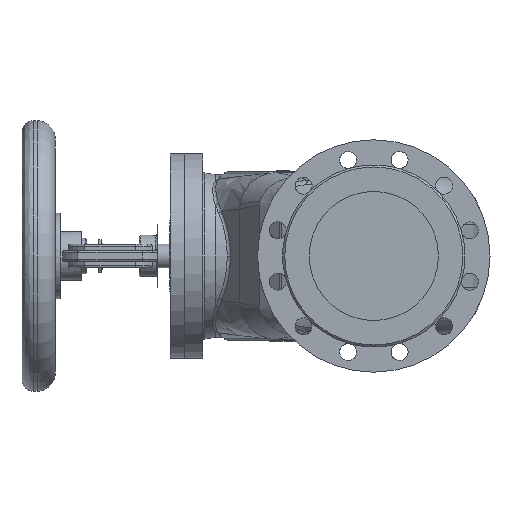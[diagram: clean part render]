
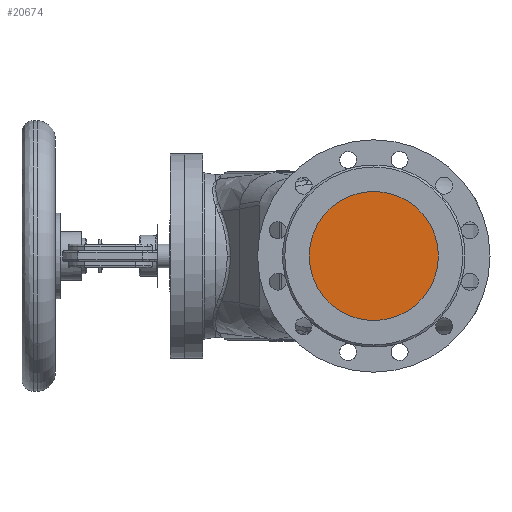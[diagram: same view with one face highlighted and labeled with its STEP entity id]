
A CAD part, left-side view. The second image highlights one B-rep face of the part: STEP entity #20674.
In plain terms, the highlighted planar face has unit normal (-1, 0, 0).
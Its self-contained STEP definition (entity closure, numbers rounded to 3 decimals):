
#746=PLANE('',#21872);
#1528=FACE_OUTER_BOUND('',#2662,.T.);
#2662=EDGE_LOOP('',(#14351));
#8479=CIRCLE('',#21873,125.);
#8986=VERTEX_POINT('',#29153);
#11086=EDGE_CURVE('',#8986,#8986,#8479,.T.);
#14351=ORIENTED_EDGE('',*,*,#11086,.T.);
#20674=ADVANCED_FACE('',(#1528),#746,.F.);
#21872=AXIS2_PLACEMENT_3D('',#29152,#23551,#23552);
#21873=AXIS2_PLACEMENT_3D('',#29154,#23553,#23554);
#23551=DIRECTION('center_axis',(1.,0.,0.));
#23552=DIRECTION('ref_axis',(0.,1.,0.));
#23553=DIRECTION('center_axis',(-1.,0.,0.));
#23554=DIRECTION('ref_axis',(0.,0.,1.));
#29152=CARTESIAN_POINT('Origin',(6127.148,2451.422,-2391.696));
#29153=CARTESIAN_POINT('',(6127.148,2498.383,-2391.696));
#29154=CARTESIAN_POINT('Origin',(6127.148,2373.383,-2391.696));
